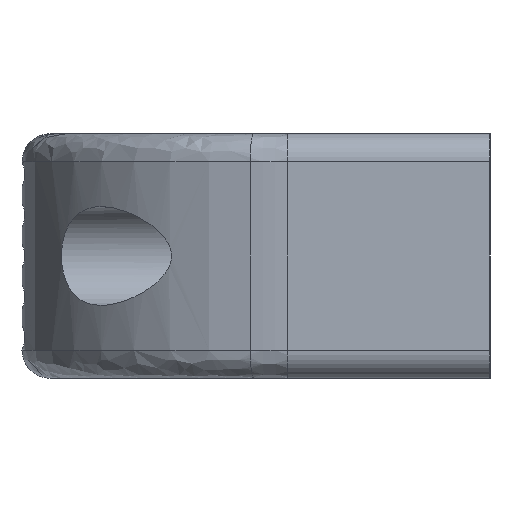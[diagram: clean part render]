
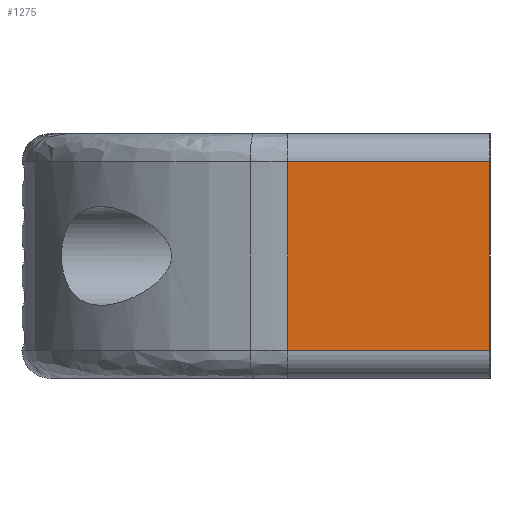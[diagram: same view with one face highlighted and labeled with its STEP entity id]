
A CAD part, left-side view. The second image highlights one B-rep face of the part: STEP entity #1275.
In plain terms, the highlighted planar face has unit normal (-1, 0, 0).
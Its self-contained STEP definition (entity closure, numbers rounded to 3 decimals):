
#160 = CARTESIAN_POINT ( 'NONE',  ( -8., 0., 10. ) ) ;
#176 = VERTEX_POINT ( 'NONE', #2341 ) ;
#326 = CARTESIAN_POINT ( 'NONE',  ( -8., 0., -10. ) ) ;
#365 = DIRECTION ( 'NONE',  ( 0., 0., 1. ) ) ;
#387 = VECTOR ( 'NONE', #987, 1000. ) ;
#430 = VECTOR ( 'NONE', #1086, 1000. ) ;
#491 = DIRECTION ( 'NONE',  ( 0., 0., 1. ) ) ;
#505 = VERTEX_POINT ( 'NONE', #2789 ) ;
#700 = CARTESIAN_POINT ( 'NONE',  ( -8., 0., -13. ) ) ;
#712 = ORIENTED_EDGE ( 'NONE', *, *, #3037, .F. ) ;
#820 = CARTESIAN_POINT ( 'NONE',  ( -8., 0., -10. ) ) ;
#857 = CARTESIAN_POINT ( 'NONE',  ( -8., 21.5, -10. ) ) ;
#987 = DIRECTION ( 'NONE',  ( 0., 1., 0. ) ) ;
#1086 = DIRECTION ( 'NONE',  ( 0., -1., 0. ) ) ;
#1134 = EDGE_CURVE ( 'NONE', #1456, #176, #3275, .T. ) ;
#1173 = EDGE_CURVE ( 'NONE', #176, #505, #1183, .T. ) ;
#1183 = LINE ( 'NONE', #160, #387 ) ;
#1252 = VECTOR ( 'NONE', #365, 1000. ) ;
#1275 = ADVANCED_FACE ( 'NONE', ( #3314 ), #2706, .T. ) ;
#1329 = ORIENTED_EDGE ( 'NONE', *, *, #1173, .T. ) ;
#1356 = VECTOR ( 'NONE', #1779, 1000. ) ;
#1357 = EDGE_CURVE ( 'NONE', #1370, #1456, #3353, .T. ) ;
#1370 = VERTEX_POINT ( 'NONE', #857 ) ;
#1456 = VERTEX_POINT ( 'NONE', #326 ) ;
#1779 = DIRECTION ( 'NONE',  ( 0., 0., 1. ) ) ;
#1856 = ORIENTED_EDGE ( 'NONE', *, *, #1134, .T. ) ;
#1870 = CARTESIAN_POINT ( 'NONE',  ( -8., 0., -13. ) ) ;
#2341 = CARTESIAN_POINT ( 'NONE',  ( -8., 0., 10. ) ) ;
#2400 = ORIENTED_EDGE ( 'NONE', *, *, #1357, .T. ) ;
#2610 = AXIS2_PLACEMENT_3D ( 'NONE', #1870, #2978, #491 ) ;
#2706 = PLANE ( 'NONE',  #2610 ) ;
#2757 = EDGE_LOOP ( 'NONE', ( #712, #2400, #1856, #1329 ) ) ;
#2789 = CARTESIAN_POINT ( 'NONE',  ( -8., 21.5, 10. ) ) ;
#2888 = LINE ( 'NONE', #3315, #1252 ) ;
#2978 = DIRECTION ( 'NONE',  ( -1., 0., 0. ) ) ;
#3037 = EDGE_CURVE ( 'NONE', #1370, #505, #2888, .T. ) ;
#3275 = LINE ( 'NONE', #700, #1356 ) ;
#3314 = FACE_OUTER_BOUND ( 'NONE', #2757, .T. ) ;
#3315 = CARTESIAN_POINT ( 'NONE',  ( -8., 21.5, 25.4 ) ) ;
#3353 = LINE ( 'NONE', #820, #430 ) ;
